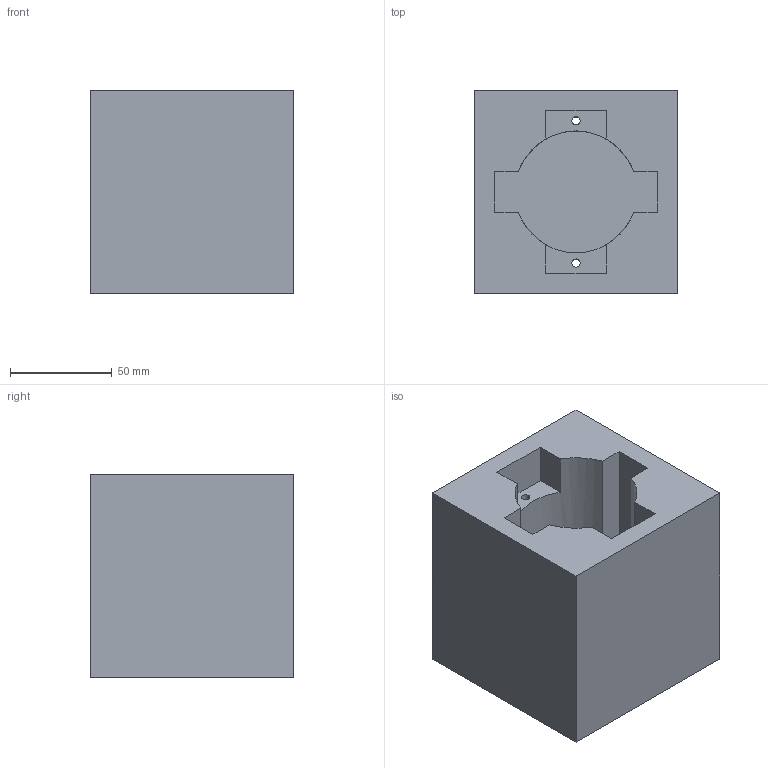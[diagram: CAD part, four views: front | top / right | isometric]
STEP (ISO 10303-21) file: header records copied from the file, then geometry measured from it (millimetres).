
FILE_DESCRIPTION(('produced by SPATIAL CORP'),'2;1');
FILE_NAME('ex01.hh.sat.stp', '2002-04-19T11:06:06+00:00',('SPATIAL CORP'),('SPATIAL CORP'), 'ACIS STEP Husk','http://www.spatial.com','SPATIAL CORP');
FILE_SCHEMA(('CONFIG_CONTROL_DESIGN'));
Length unit declared in the file: millimetre
Products named in the file (1): PRODUCT_ID_1
Bounding box: 100 x 100 x 100 mm (x, y, z)
Volume: 821925.3 mm3; surface area: 74754.2 mm2
Topology: 1 solids, 1 shells, 27 faces, 72 edges, 48 vertices
Faces by surface type: plane 21, cylinder 6
Entity records: 823 total; most frequent: ORIENTED_EDGE 144, CARTESIAN_POINT 123, DIRECTION 102, EDGE_CURVE 72, VERTEX_POINT 48, VECTOR 48, LINE 48, EDGE_LOOP 32
